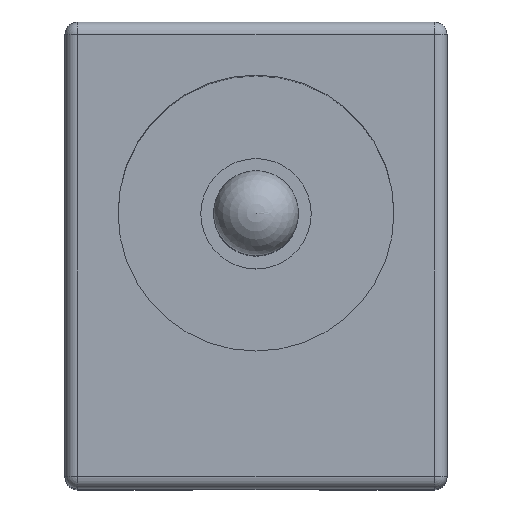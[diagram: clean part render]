
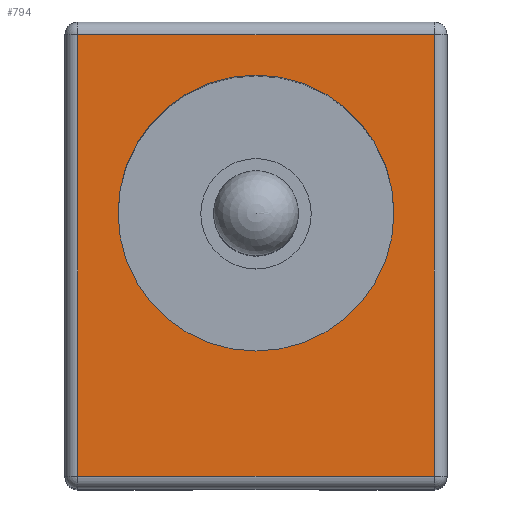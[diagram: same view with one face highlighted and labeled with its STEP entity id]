
A CAD part, top view. The second image highlights one B-rep face of the part: STEP entity #794.
In plain terms, the highlighted planar face has unit normal (0, 0, 1).
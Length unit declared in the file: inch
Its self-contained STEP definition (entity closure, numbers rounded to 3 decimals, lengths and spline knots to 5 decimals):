
#114 = CIRCLE ( 'NONE', #3107, 0.12795 ) ;
#483 = ORIENTED_EDGE ( 'NONE', *, *, #1864, .F. ) ;
#591 = CARTESIAN_POINT ( 'NONE',  ( 0.16535, 0.01181, 0. ) ) ;
#626 = CARTESIAN_POINT ( 'NONE',  ( -0.16535, 0.42126, 0. ) ) ;
#710 = EDGE_CURVE ( 'NONE', #3226, #2044, #3981, .T. ) ;
#757 = EDGE_CURVE ( 'NONE', #930, #873, #1825, .T. ) ;
#775 = CARTESIAN_POINT ( 'NONE',  ( 0.16535, 0.42126, 0. ) ) ;
#794 = ADVANCED_FACE ( 'NONE', ( #1235, #2880 ), #2908, .T. ) ;
#873 = VERTEX_POINT ( 'NONE', #3823 ) ;
#927 = EDGE_LOOP ( 'NONE', ( #483, #1677 ) ) ;
#930 = VERTEX_POINT ( 'NONE', #2626 ) ;
#1235 = FACE_BOUND ( 'NONE', #927, .T. ) ;
#1413 = ORIENTED_EDGE ( 'NONE', *, *, #757, .T. ) ;
#1543 = EDGE_LOOP ( 'NONE', ( #3489, #3626, #2846, #1413 ) ) ;
#1566 = EDGE_CURVE ( 'NONE', #873, #3226, #1639, .T. ) ;
#1639 = LINE ( 'NONE', #2016, #3251 ) ;
#1677 = ORIENTED_EDGE ( 'NONE', *, *, #3479, .F. ) ;
#1722 = VECTOR ( 'NONE', #2332, 39.37008 ) ;
#1825 = LINE ( 'NONE', #3794, #4213 ) ;
#1864 = EDGE_CURVE ( 'NONE', #3961, #3031, #114, .T. ) ;
#1947 = CARTESIAN_POINT ( 'NONE',  ( 0.12795, 0.25591, 0. ) ) ;
#1961 = VECTOR ( 'NONE', #1970, 39.37008 ) ;
#1970 = DIRECTION ( 'NONE',  ( -1., 0., 0. ) ) ;
#2016 = CARTESIAN_POINT ( 'NONE',  ( -0.16535, 0.01181, 0. ) ) ;
#2044 = VERTEX_POINT ( 'NONE', #3234 ) ;
#2119 = DIRECTION ( 'NONE',  ( 1., 0., 0. ) ) ;
#2206 = DIRECTION ( 'NONE',  ( 0., 0., 1. ) ) ;
#2311 = CIRCLE ( 'NONE', #3483, 0.12795 ) ;
#2329 = LINE ( 'NONE', #626, #1961 ) ;
#2332 = DIRECTION ( 'NONE',  ( 0., 1., 0. ) ) ;
#2467 = CARTESIAN_POINT ( 'NONE',  ( -0.12795, 0.25591, 0. ) ) ;
#2626 = CARTESIAN_POINT ( 'NONE',  ( -0.16535, 0.42126, 0. ) ) ;
#2846 = ORIENTED_EDGE ( 'NONE', *, *, #2865, .T. ) ;
#2863 = DIRECTION ( 'NONE',  ( 1., 0., 0. ) ) ;
#2865 = EDGE_CURVE ( 'NONE', #2044, #930, #2329, .T. ) ;
#2880 = FACE_OUTER_BOUND ( 'NONE', #1543, .T. ) ;
#2894 = DIRECTION ( 'NONE',  ( 0., 0., 1. ) ) ;
#2908 = PLANE ( 'NONE',  #4011 ) ;
#3031 = VERTEX_POINT ( 'NONE', #2467 ) ;
#3107 = AXIS2_PLACEMENT_3D ( 'NONE', #3150, #2894, #3172 ) ;
#3150 = CARTESIAN_POINT ( 'NONE',  ( 0., 0.25591, 0. ) ) ;
#3172 = DIRECTION ( 'NONE',  ( 1., 0., 0. ) ) ;
#3226 = VERTEX_POINT ( 'NONE', #591 ) ;
#3234 = CARTESIAN_POINT ( 'NONE',  ( 0.16535, 0.42126, 0. ) ) ;
#3251 = VECTOR ( 'NONE', #3303, 39.37008 ) ;
#3303 = DIRECTION ( 'NONE',  ( 1., 0., 0. ) ) ;
#3479 = EDGE_CURVE ( 'NONE', #3031, #3961, #2311, .T. ) ;
#3483 = AXIS2_PLACEMENT_3D ( 'NONE', #3533, #2206, #2119 ) ;
#3489 = ORIENTED_EDGE ( 'NONE', *, *, #1566, .T. ) ;
#3533 = CARTESIAN_POINT ( 'NONE',  ( 0., 0.25591, 0. ) ) ;
#3626 = ORIENTED_EDGE ( 'NONE', *, *, #710, .T. ) ;
#3681 = DIRECTION ( 'NONE',  ( 0., -1., 0. ) ) ;
#3794 = CARTESIAN_POINT ( 'NONE',  ( -0.16535, 0.42126, 0. ) ) ;
#3823 = CARTESIAN_POINT ( 'NONE',  ( -0.16535, 0.01181, 0. ) ) ;
#3890 = CARTESIAN_POINT ( 'NONE',  ( -0.16535, 0.42126, 0. ) ) ;
#3961 = VERTEX_POINT ( 'NONE', #1947 ) ;
#3981 = LINE ( 'NONE', #775, #1722 ) ;
#4011 = AXIS2_PLACEMENT_3D ( 'NONE', #3890, #4142, #2863 ) ;
#4142 = DIRECTION ( 'NONE',  ( 0., 0., 1. ) ) ;
#4213 = VECTOR ( 'NONE', #3681, 39.37008 ) ;
